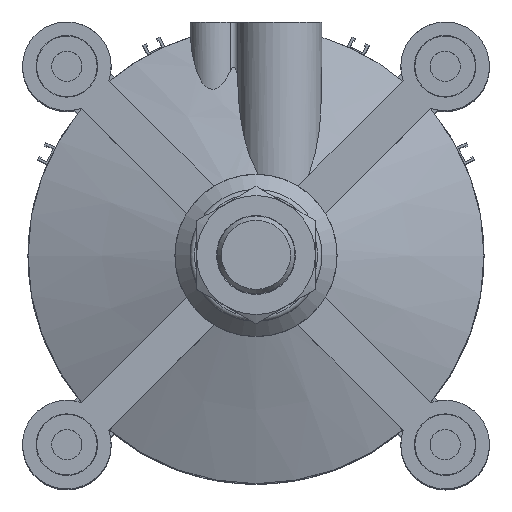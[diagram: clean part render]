
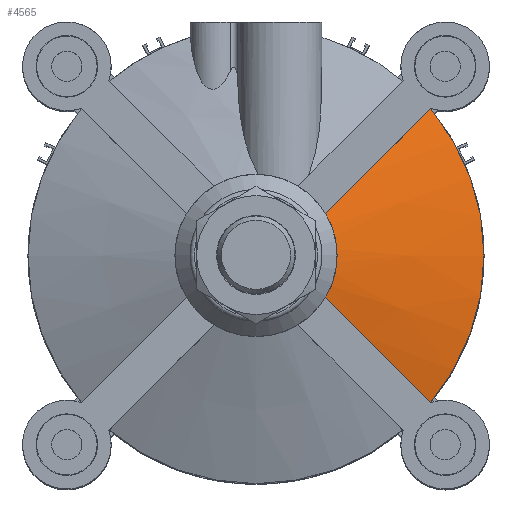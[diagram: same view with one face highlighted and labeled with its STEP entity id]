
A CAD part, top view. The second image highlights one B-rep face of the part: STEP entity #4565.
In plain terms, the highlighted conical face has half-angle 70 degrees and reference radius 71.5 mm.
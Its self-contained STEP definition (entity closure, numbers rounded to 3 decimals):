
#28=CONICAL_SURFACE('',#5026,71.5,1.222);
#70=(
BOUNDED_CURVE()
B_SPLINE_CURVE(2,(#7539,#7540,#7541),.UNSPECIFIED.,.F.,.F.)
B_SPLINE_CURVE_WITH_KNOTS((3,3),(0.,7.303),.UNSPECIFIED.)
CURVE()
GEOMETRIC_REPRESENTATION_ITEM()
RATIONAL_B_SPLINE_CURVE((1.,1.14,1.))
REPRESENTATION_ITEM('')
);
#71=(
BOUNDED_CURVE()
B_SPLINE_CURVE(2,(#7563,#7564,#7565),.UNSPECIFIED.,.F.,.F.)
B_SPLINE_CURVE_WITH_KNOTS((3,3),(0.,7.303),.UNSPECIFIED.)
CURVE()
GEOMETRIC_REPRESENTATION_ITEM()
RATIONAL_B_SPLINE_CURVE((1.,1.14,1.))
REPRESENTATION_ITEM('')
);
#1723=ORIENTED_EDGE('',*,*,#2597,.T.);
#1724=ORIENTED_EDGE('',*,*,#2526,.F.);
#1725=ORIENTED_EDGE('',*,*,#2606,.T.);
#1726=ORIENTED_EDGE('',*,*,#2602,.T.);
#2526=EDGE_CURVE('',#3062,#3063,#3353,.T.);
#2597=EDGE_CURVE('',#3113,#3063,#70,.T.);
#2602=EDGE_CURVE('',#3115,#3113,#3389,.T.);
#2606=EDGE_CURVE('',#3062,#3115,#71,.T.);
#3062=VERTEX_POINT('',#7363);
#3063=VERTEX_POINT('',#7365);
#3113=VERTEX_POINT('',#7537);
#3115=VERTEX_POINT('',#7556);
#3353=CIRCLE('',#4951,37.5);
#3389=CIRCLE('',#5022,105.5);
#3692=EDGE_LOOP('',(#1723,#1724,#1725,#1726));
#4074=FACE_BOUND('',#3692,.T.);
#4565=ADVANCED_FACE('',(#4074),#28,.T.);
#4951=AXIS2_PLACEMENT_3D('',#7364,#5899,#5900);
#5022=AXIS2_PLACEMENT_3D('',#7555,#6070,#6071);
#5026=AXIS2_PLACEMENT_3D('',#7562,#6079,#6080);
#5899=DIRECTION('',(0.,1.,0.));
#5900=DIRECTION('',(-1.,0.,0.));
#6070=DIRECTION('',(0.,1.,0.));
#6071=DIRECTION('',(-1.,0.,0.));
#6079=DIRECTION('',(0.,-1.,0.));
#6080=DIRECTION('',(-1.,0.,0.));
#7363=CARTESIAN_POINT('',(-19.378,40.75,32.105));
#7364=CARTESIAN_POINT('',(0.,40.75,0.));
#7365=CARTESIAN_POINT('',(19.378,40.75,32.105));
#7537=CARTESIAN_POINT('',(67.964,16.,80.692));
#7539=CARTESIAN_POINT('',(67.964,16.,80.692));
#7540=CARTESIAN_POINT('',(32.119,34.383,44.847));
#7541=CARTESIAN_POINT('',(19.378,40.75,32.105));
#7555=CARTESIAN_POINT('',(0.,16.,0.));
#7556=CARTESIAN_POINT('',(-67.964,16.,80.692));
#7562=CARTESIAN_POINT('',(0.,28.375,0.));
#7563=CARTESIAN_POINT('',(-19.378,40.75,32.105));
#7564=CARTESIAN_POINT('',(-32.119,34.383,44.847));
#7565=CARTESIAN_POINT('',(-67.964,16.,80.692));
